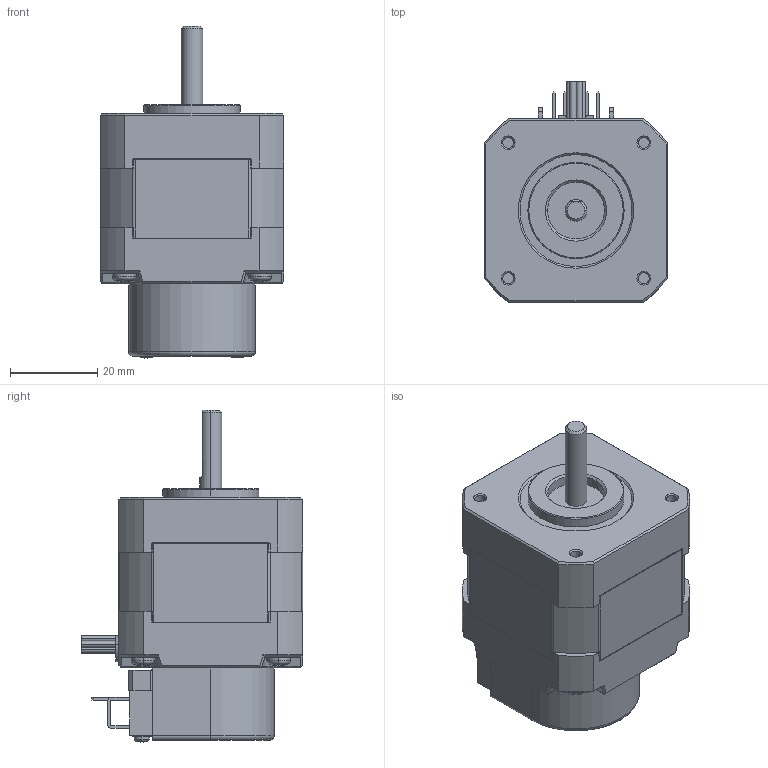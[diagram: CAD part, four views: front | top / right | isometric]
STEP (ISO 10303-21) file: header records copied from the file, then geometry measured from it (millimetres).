
FILE_DESCRIPTION(('Creo Elements/Direct Modeling STEP Export'),'2;1');
FILE_NAME('TS3602N102.stp','2014-09-10T16:44:20',(''),(''),'Creo Elements/Direct Modeling STEP processor for AP203 (Solid Model)','Creo Elements/Direct Modeling 17.0F 20-Aug-2012 (C) Parametric Technology GmbH','');
FILE_SCHEMA(('CONFIG_CONTROL_DESIGN'));
Length unit declared in the file: millimetre
Products named in the file (1): Skin_Group1
Bounding box: 42 x 50.6 x 75.92 mm (x, y, z)
Volume: 80151.6 mm3; surface area: 13002.3 mm2
Topology: 1 solids, 1 shells, 471 faces, 1252 edges, 808 vertices
Faces by surface type: plane 255, cylinder 144, cone 41, torus 17, sphere 14
Entity records: 18389 total; most frequent: CARTESIAN_POINT 2976, ORIENTED_EDGE 2500, DIRECTION 2357, EDGE_CURVE 1250, AXIS2_PLACEMENT_3D 809, VERTEX_POINT 808, VECTOR 739, LINE 739
